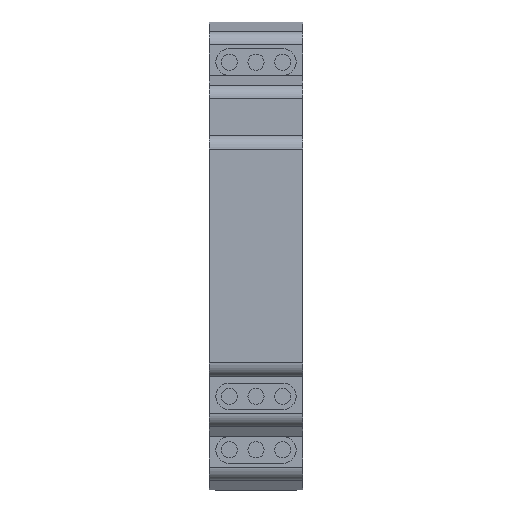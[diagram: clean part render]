
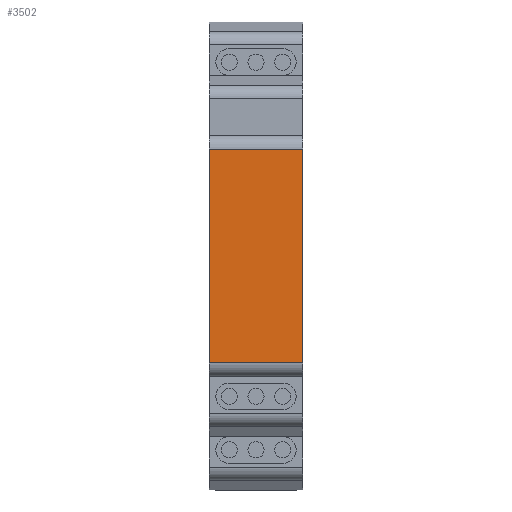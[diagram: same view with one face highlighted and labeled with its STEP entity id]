
A CAD part, left-side view. The second image highlights one B-rep face of the part: STEP entity #3502.
In plain terms, the highlighted planar face has unit normal (-1, 0, 0).
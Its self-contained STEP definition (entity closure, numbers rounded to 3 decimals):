
#3439=CARTESIAN_POINT('POINT213',(-66.04,-8.89,
   -20.32));
#3440=VERTEX_POINT('VERTEX213',#3439);
#3448=CARTESIAN_POINT('POINT214',(-66.04,8.89,
   -20.32));
#3449=VERTEX_POINT('VERTEX214',#3448);
#3450=CARTESIAN_POINT('POS407',(-66.04,8.89,
   -20.32));
#3451=DIRECTION('DIR546',(0.,-1.,0.));
#3452=VECTOR('VEC268',#3451,25.4);
#3453=LINE('STRAIGHT268',#3450,#3452);
#3454=EDGE_CURVE('EDGE313',#3449,#3440,#3453,.T.);
#3472=CARTESIAN_POINT('POINT215',(-66.04,-8.89,
   20.32));
#3473=VERTEX_POINT('VERTEX215',#3472);
#3474=CARTESIAN_POINT('POS410',(-66.04,-8.89,
   20.32));
#3475=DIRECTION('DIR551',(0.,0.,1.));
#3476=VECTOR('VEC269',#3475,25.4);
#3477=LINE('STRAIGHT269',#3474,#3476);
#3478=EDGE_CURVE('EDGE315',#3440,#3473,#3477,.T.);
#3479=ORIENTED_EDGE('COEDGE559',*,*,#3478,.T.);
#3480=CARTESIAN_POINT('POINT216',(-66.04,8.89,
   20.32));
#3481=VERTEX_POINT('VERTEX216',#3480);
#3482=CARTESIAN_POINT('POS411',(-66.04,8.89,
   20.32));
#3483=DIRECTION('DIR552',(0.,-1.,0.));
#3484=VECTOR('VEC270',#3483,25.4);
#3485=LINE('STRAIGHT270',#3482,#3484);
#3486=EDGE_CURVE('EDGE316',#3481,#3473,#3485,.T.);
#3487=ORIENTED_EDGE('COEDGE560',*,*,#3486,.F.);
#3488=CARTESIAN_POINT('POS412',(-66.04,8.89,
   20.32));
#3489=DIRECTION('DIR553',(0.,0.,-1.));
#3490=VECTOR('VEC271',#3489,25.4);
#3491=LINE('STRAIGHT271',#3488,#3490);
#3492=EDGE_CURVE('EDGE317',#3481,#3449,#3491,.T.);
#3493=ORIENTED_EDGE('COEDGE561',*,*,#3492,.T.);
#3494=ORIENTED_EDGE('COEDGE562',*,*,#3454,.T.);
#3495=EDGE_LOOP('NONE',(#3479,#3487,#3493,#3494));
#3496=FACE_BOUND('LOOP1',#3495,.T.);
#3497=CARTESIAN_POINT('POS413',(-66.04,8.89,
   -20.32));
#3498=DIRECTION('DIR554',(-1.,0.,0.));
#3499=DIRECTION('DIR555',(0.,1.,0.));
#3500=AXIS2_PLACEMENT_3D('AXIS142',#3497,#3498,#3499);
#3501=PLANE('PLANE94',#3500);
#3502=ADVANCED_FACE('FACE123',(#3496),#3501,.T.);
